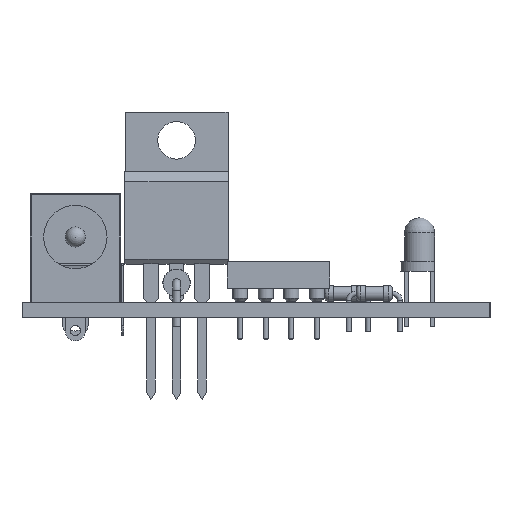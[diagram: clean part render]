
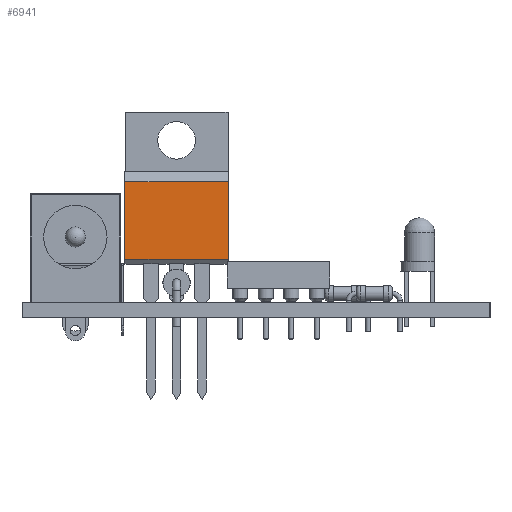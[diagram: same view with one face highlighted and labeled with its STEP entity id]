
A CAD part, left-side view. The second image highlights one B-rep face of the part: STEP entity #6941.
In plain terms, the highlighted face is planar.
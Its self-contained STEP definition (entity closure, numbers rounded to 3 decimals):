
#6765 = VERTEX_POINT('',#6766);
#6766 = CARTESIAN_POINT('',(-2.585,-1.295,4.185));
#6772 = EDGE_CURVE('',#6765,#6773,#6775,.T.);
#6773 = VERTEX_POINT('',#6774);
#6774 = CARTESIAN_POINT('',(-2.585,-1.295,11.875));
#6775 = LINE('',#6776,#6777);
#6776 = CARTESIAN_POINT('',(-2.585,-1.295,4.185));
#6777 = VECTOR('',#6778,1.);
#6778 = DIRECTION('',(0.,0.,1.));
#6924 = VERTEX_POINT('',#6925);
#6925 = CARTESIAN_POINT('',(7.665,-1.295,4.185));
#6931 = EDGE_CURVE('',#6765,#6924,#6932,.T.);
#6932 = LINE('',#6933,#6934);
#6933 = CARTESIAN_POINT('',(-2.585,-1.295,4.185));
#6934 = VECTOR('',#6935,1.);
#6935 = DIRECTION('',(1.,0.,0.));
#6941 = ADVANCED_FACE('',(#6942),#6960,.T.);
#6942 = FACE_BOUND('',#6943,.T.);
#6943 = EDGE_LOOP('',(#6944,#6945,#6953,#6959));
#6944 = ORIENTED_EDGE('',*,*,#6931,.T.);
#6945 = ORIENTED_EDGE('',*,*,#6946,.T.);
#6946 = EDGE_CURVE('',#6924,#6947,#6949,.T.);
#6947 = VERTEX_POINT('',#6948);
#6948 = CARTESIAN_POINT('',(7.665,-1.295,11.875));
#6949 = LINE('',#6950,#6951);
#6950 = CARTESIAN_POINT('',(7.665,-1.295,4.185));
#6951 = VECTOR('',#6952,1.);
#6952 = DIRECTION('',(0.,0.,1.));
#6953 = ORIENTED_EDGE('',*,*,#6954,.F.);
#6954 = EDGE_CURVE('',#6773,#6947,#6955,.T.);
#6955 = LINE('',#6956,#6957);
#6956 = CARTESIAN_POINT('',(-2.585,-1.295,11.875));
#6957 = VECTOR('',#6958,1.);
#6958 = DIRECTION('',(1.,0.,0.));
#6959 = ORIENTED_EDGE('',*,*,#6772,.F.);
#6960 = PLANE('',#6961);
#6961 = AXIS2_PLACEMENT_3D('',#6962,#6963,#6964);
#6962 = CARTESIAN_POINT('',(-2.585,-1.295,4.185));
#6963 = DIRECTION('',(0.,-1.,0.));
#6964 = DIRECTION('',(0.,0.,1.));
